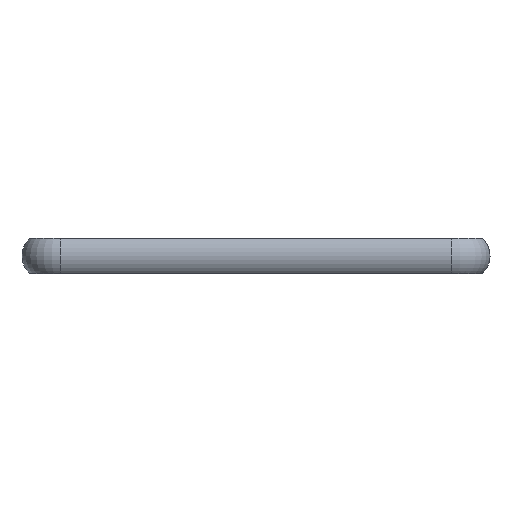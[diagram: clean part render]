
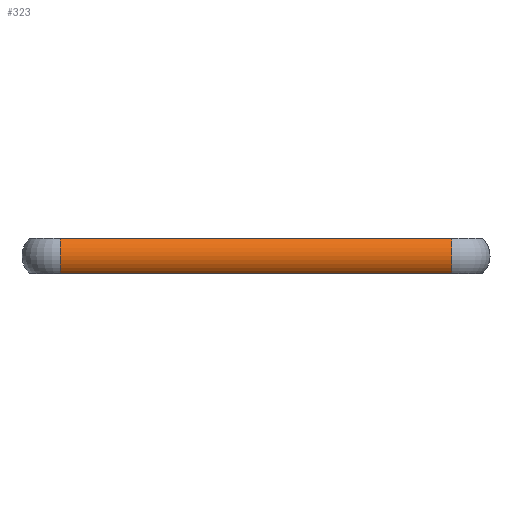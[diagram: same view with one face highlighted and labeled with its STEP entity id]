
A CAD part, left-side view. The second image highlights one B-rep face of the part: STEP entity #323.
In plain terms, the highlighted cylindrical face has radius 3.121 mm (diameter 6.243 mm), a partial arc.
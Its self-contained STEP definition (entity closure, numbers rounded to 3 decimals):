
#323=ADVANCED_FACE('',(#8382),#8384,.T.);
#8382=FACE_BOUND('',#8383,.T.);
#8383=EDGE_LOOP('',(#15994,#15995,#15996,#15997));
#8384=CYLINDRICAL_SURFACE('',#8385,3.121);
#8385=AXIS2_PLACEMENT_3D('',#8386,#8387,#8388);
#8386=CARTESIAN_POINT('',(-47.307,32.308,-0.3));
#8387=DIRECTION('',(0.,-1.,0.));
#8388=DIRECTION('',(-0.676,0.,0.737));
#15994=ORIENTED_EDGE('',*,*,#20941,.T.);
#15995=ORIENTED_EDGE('',*,*,#20942,.T.);
#15996=ORIENTED_EDGE('',*,*,#20145,.T.);
#15997=ORIENTED_EDGE('',*,*,#20940,.F.);
#20145=EDGE_CURVE('',#22663,#22661,#22664,.T.);
#20940=EDGE_CURVE('',#24229,#22661,#24231,.T.);
#20941=EDGE_CURVE('',#24229,#24232,#24233,.F.);
#20942=EDGE_CURVE('',#24232,#22663,#24234,.T.);
#22661=VERTEX_POINT('',#26871);
#22663=VERTEX_POINT('',#26876);
#22664=LINE('',#26877,#26878);
#24229=VERTEX_POINT('',#30610);
#24231=CIRCLE('',#30615,3.121);
#24232=VERTEX_POINT('',#30619);
#24233=LINE('',#30620,#30621);
#24234=CIRCLE('',#30623,3.121);
#26871=CARTESIAN_POINT('',(-49.417,-17.842,-2.6));
#26876=CARTESIAN_POINT('',(-49.417,32.308,-2.6));
#26877=CARTESIAN_POINT('',(-49.417,32.308,-2.6));
#26878=VECTOR('',#26879,1.);
#26879=DIRECTION('',(0.,-1.,0.));
#30610=CARTESIAN_POINT('',(-49.417,-17.842,2.));
#30615=AXIS2_PLACEMENT_3D('',#30616,#30617,#30618);
#30616=CARTESIAN_POINT('',(-47.307,-17.842,-0.3));
#30617=DIRECTION('',(0.,-1.,0.));
#30618=DIRECTION('',(-0.676,0.,0.737));
#30619=CARTESIAN_POINT('',(-49.417,32.308,2.));
#30620=CARTESIAN_POINT('',(-49.417,32.308,2.));
#30621=VECTOR('',#30622,1.);
#30622=DIRECTION('',(0.,-1.,0.));
#30623=AXIS2_PLACEMENT_3D('',#30624,#30625,#30626);
#30624=CARTESIAN_POINT('',(-47.307,32.308,-0.3));
#30625=DIRECTION('',(0.,-1.,0.));
#30626=DIRECTION('',(-0.676,0.,0.737));
